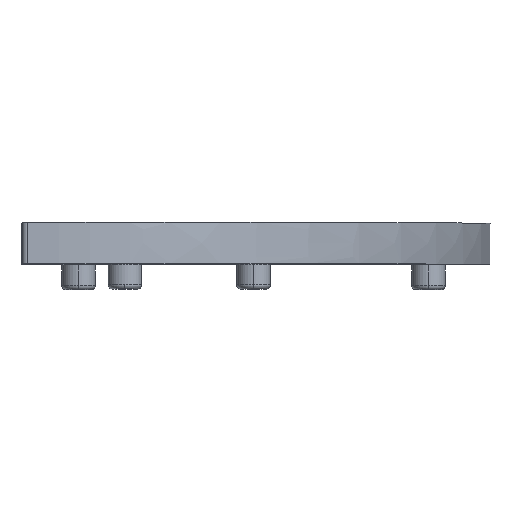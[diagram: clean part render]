
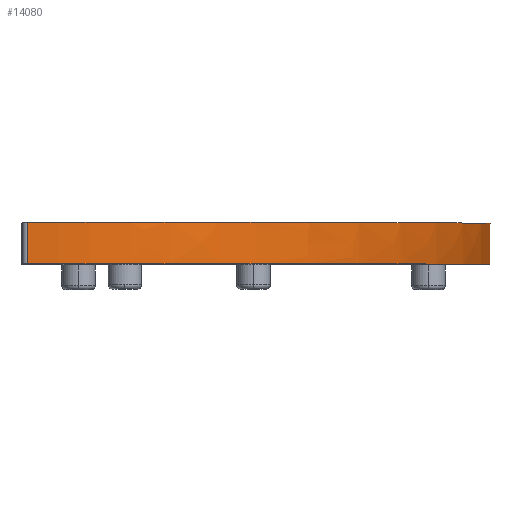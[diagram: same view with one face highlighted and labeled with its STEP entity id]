
A CAD part, top view. The second image highlights one B-rep face of the part: STEP entity #14080.
In plain terms, the highlighted face is a extrusion surface.
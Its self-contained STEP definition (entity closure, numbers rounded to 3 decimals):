
#6040=CARTESIAN_POINT('',(-45.484,-55.531,
0.));
#6050=VERTEX_POINT('',#6040);
#6080=CARTESIAN_POINT('',(12.098,-5.153,
0.));
#6090=CARTESIAN_POINT('',(23.283,-10.813,
0.));
#6100=CARTESIAN_POINT('',(32.788,-19.71,
0.));
#6110=CARTESIAN_POINT('',(40.018,-31.188,
0.));
#6120=CARTESIAN_POINT('',(44.537,-44.468,
0.));
#6130=CARTESIAN_POINT('',(46.075,-58.674,
0.));
#6140=CARTESIAN_POINT('',(44.537,-72.88,
0.));
#6150=CARTESIAN_POINT('',(40.018,-86.16,
0.));
#6160=CARTESIAN_POINT('',(32.788,-97.638,
0.));
#6170=CARTESIAN_POINT('',(23.283,-106.535,
0.));
#6180=CARTESIAN_POINT('',(12.098,-112.195,
0.));
#6190=CARTESIAN_POINT('',(0.,-114.142,
0.));
#6200=CARTESIAN_POINT('',(-12.098,-112.195,
0.));
#6210=CARTESIAN_POINT('',(-23.283,-106.535,
0.));
#6220=CARTESIAN_POINT('',(-32.788,-97.638,
0.));
#6230=CARTESIAN_POINT('',(-40.018,-86.16,
0.));
#6240=CARTESIAN_POINT('',(-44.537,-72.88,
0.));
#6250=CARTESIAN_POINT('',(-46.075,-58.674,
0.));
#6260=CARTESIAN_POINT('',(-44.537,-44.468,
0.));
#6270=CARTESIAN_POINT('',(-40.018,-31.188,
0.));
#6280=CARTESIAN_POINT('',(-32.788,-19.71,
0.));
#6290=CARTESIAN_POINT('',(-23.283,-10.813,
0.));
#6300=CARTESIAN_POINT('',(-12.098,-5.153,
0.));
#6310=CARTESIAN_POINT('',(0.,-3.206,
0.));
#6320=CARTESIAN_POINT('',(12.098,-5.153,
0.));
#6330=CARTESIAN_POINT('',(23.283,-10.813,
0.));
#6340=CARTESIAN_POINT('',(32.788,-19.71,
0.));
#6350=B_SPLINE_CURVE_WITH_KNOTS('',3,(#6080,#6090,#6100,#6110,#6120,
#6130,#6140,#6150,#6160,#6170,#6180,#6190,#6200,#6210,#6220,#6230,#6240,
#6250,#6260,#6270,#6280,#6290,#6300,#6310,#6320,#6330,#6340),
.UNSPECIFIED.,.T.,.F.,(1,1,1,1,1,1,1,1,1,1,1,1,1,1,1,1,1,1,1,1,1,1,1,1,1
,1,1,1,1,1,1),(-23.877,-11.939,0.,12.277,
25.12,38.587,52.571,66.845,
81.12,95.104,108.57,121.413,
133.691,145.629,157.568,169.845,
182.688,196.154,210.138,224.413,
238.687,252.671,266.138,278.981,
291.258,303.197,315.135,327.412,
340.255,353.722,367.706),.UNSPECIFIED.);
#6360=CARTESIAN_POINT('',(-0.507,-3.852,
0.));
#6370=VERTEX_POINT('',#6360);
#6380=EDGE_CURVE('',#6050,#6370,#6350,.T.);
#9650=CARTESIAN_POINT('',(12.098,-5.153,-4.));
#9660=CARTESIAN_POINT('',(23.283,-10.813,-4.));
#9670=CARTESIAN_POINT('',(32.788,-19.71,-4.));
#9680=CARTESIAN_POINT('',(40.018,-31.188,-4.));
#9690=CARTESIAN_POINT('',(44.537,-44.468,-4.));
#9700=CARTESIAN_POINT('',(46.075,-58.674,-4.));
#9710=CARTESIAN_POINT('',(44.537,-72.88,-4.));
#9720=CARTESIAN_POINT('',(40.018,-86.16,-4.));
#9730=CARTESIAN_POINT('',(32.788,-97.638,-4.));
#9740=CARTESIAN_POINT('',(23.283,-106.535,-4.));
#9750=CARTESIAN_POINT('',(12.098,-112.195,-4.));
#9760=CARTESIAN_POINT('',(0.,-114.142,-4.));
#9770=CARTESIAN_POINT('',(-12.098,-112.195,-4.));
#9780=CARTESIAN_POINT('',(-23.283,-106.535,-4.));
#9790=CARTESIAN_POINT('',(-32.788,-97.638,-4.));
#9800=CARTESIAN_POINT('',(-40.018,-86.16,-4.));
#9810=CARTESIAN_POINT('',(-44.537,-72.88,-4.));
#9820=CARTESIAN_POINT('',(-46.075,-58.674,-4.));
#9830=CARTESIAN_POINT('',(-44.537,-44.468,-4.));
#9840=CARTESIAN_POINT('',(-40.018,-31.188,-4.));
#9850=CARTESIAN_POINT('',(-32.788,-19.71,-4.));
#9860=CARTESIAN_POINT('',(-23.283,-10.813,-4.));
#9870=CARTESIAN_POINT('',(-12.098,-5.153,-4.));
#9880=CARTESIAN_POINT('',(0.,-3.206,-4.));
#9890=CARTESIAN_POINT('',(12.098,-5.153,-4.));
#9900=CARTESIAN_POINT('',(23.283,-10.813,-4.));
#9910=CARTESIAN_POINT('',(32.788,-19.71,-4.));
#9920=B_SPLINE_CURVE_WITH_KNOTS('',3,(#9650,#9660,#9670,#9680,#9690,
#9700,#9710,#9720,#9730,#9740,#9750,#9760,#9770,#9780,#9790,#9800,#9810,
#9820,#9830,#9840,#9850,#9860,#9870,#9880,#9890,#9900,#9910),
.UNSPECIFIED.,.T.,.F.,(1,1,1,1,1,1,1,1,1,1,1,1,1,1,1,1,1,1,1,1,1,1,1,1,1
,1,1,1,1,1,1),(-23.877,-11.939,0.,12.277,
25.12,38.587,52.571,66.845,
81.12,95.104,108.57,121.413,
133.691,145.629,157.568,169.845,
182.688,196.154,210.138,224.413,
238.687,252.671,266.138,278.981,
291.258,303.197,315.135,327.412,
340.255,353.722,367.706),.UNSPECIFIED.);
#9930=CARTESIAN_POINT('',(-45.484,-55.531,-4.));
#9940=VERTEX_POINT('',#9930);
#9950=CARTESIAN_POINT('',(-0.507,-3.852,-4.));
#9960=VERTEX_POINT('',#9950);
#9970=EDGE_CURVE('',#9940,#9960,#9920,.T.);
#13020=CARTESIAN_POINT('',(-0.507,-3.852,1.2));
#13030=DIRECTION('',(0.,0.,1.));
#13040=VECTOR('',#13030,1.);
#13050=LINE('',#13020,#13040);
#13060=EDGE_CURVE('',#9960,#6370,#13050,.T.);
#13840=CARTESIAN_POINT('',(-45.484,-55.531,1.2));
#13850=CARTESIAN_POINT('',(-45.307,-51.816,1.2));
#13860=CARTESIAN_POINT('',(-44.197,-43.469,1.2));
#13870=CARTESIAN_POINT('',(-40.018,-31.188,1.2));
#13880=CARTESIAN_POINT('',(-32.788,-19.71,1.2));
#13890=CARTESIAN_POINT('',(-23.283,-10.813,1.2));
#13900=CARTESIAN_POINT('',(-12.25,-5.23,1.2));
#13910=CARTESIAN_POINT('',(-4.332,-3.904,1.2));
#13920=CARTESIAN_POINT('',(-0.507,-3.852,1.2));
#13930=B_SPLINE_CURVE_WITH_KNOTS('',3,(#13840,#13850,#13860,#13870,
#13880,#13890,#13900,#13910,#13920),.UNSPECIFIED.,.F.,.F.,(4,1,1,1,1,1,4
),(227.551,238.687,252.671,266.138,
278.981,291.258,302.692),.UNSPECIFIED.);
#13940=DIRECTION('',(0.,0.,-1.));
#13950=VECTOR('',#13940,1.);
#13960=SURFACE_OF_LINEAR_EXTRUSION('',#13930,#13950);
#13970=ORIENTED_EDGE('',*,*,#9970,.F.);
#13980=ORIENTED_EDGE('',*,*,#13060,.F.);
#13990=ORIENTED_EDGE('',*,*,#6380,.T.);
#14000=CARTESIAN_POINT('',(-45.484,-55.531,1.2));
#14010=DIRECTION('',(0.,0.,-1.));
#14020=VECTOR('',#14010,1.);
#14030=LINE('',#14000,#14020);
#14040=EDGE_CURVE('',#6050,#9940,#14030,.T.);
#14050=ORIENTED_EDGE('',*,*,#14040,.F.);
#14060=EDGE_LOOP('',(#14050,#13990,#13980,#13970));
#14070=FACE_OUTER_BOUND('',#14060,.T.);
#14080=ADVANCED_FACE('',(#14070),#13960,.T.);
